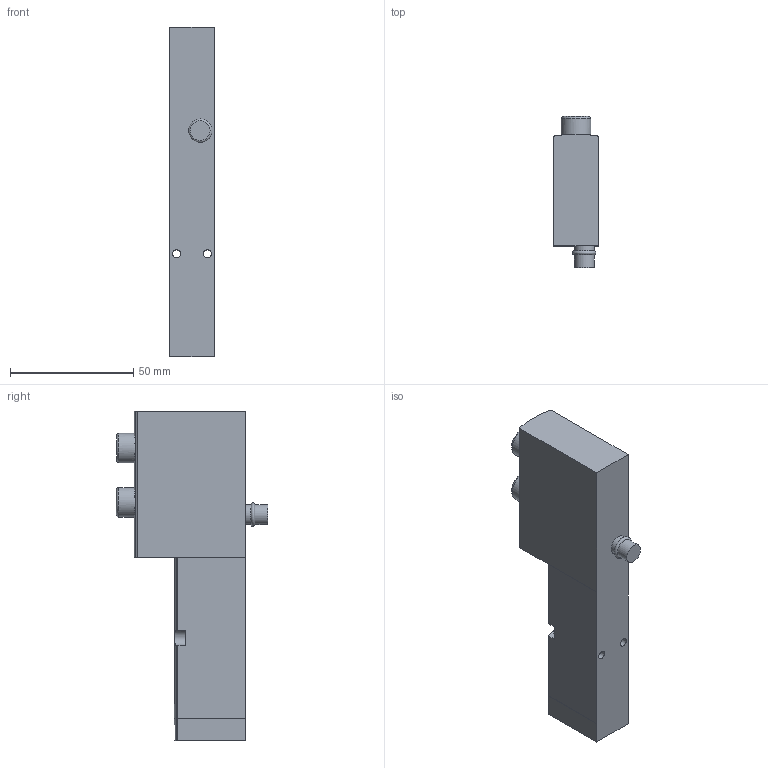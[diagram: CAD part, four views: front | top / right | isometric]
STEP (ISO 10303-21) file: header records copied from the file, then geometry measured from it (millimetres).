
FILE_DESCRIPTION(/* description */ ('STEP AP214'),/* implementation_level */ '2;1');
FILE_NAME(/* name */ '8031817_VSVA-B-P53BD-ZD-A2-1T1L',/* time_stamp */ '2024-09-17T07:43:04+02:00',/* author */ ('License CC BY-ND 4.0'),/* organization */ ('CADENAS'),/* preprocessor_version */ 'ST-DEVELOPER v19.3',/* originating_system */ 'PARTsolutions',/* authorisation */ ' ');
FILE_SCHEMA (('AUTOMOTIVE_DESIGN {1 0 10303 214 3 1 1}'));
Length unit declared in the file: millimetre
Products named in the file (1): 8031817 VSVA-B-P53BD-ZD-A2-1T1L
Bounding box: 18.1 x 61.34 x 133.8 mm (x, y, z)
Volume: 87998.7 mm3; surface area: 17459.8 mm2
Topology: 1 solids, 1 shells, 81 faces, 203 edges, 133 vertices
Faces by surface type: plane 43, cylinder 35, torus 3
Full cylindrical faces by diameter (mm): 3.3 x2, 8 x2, 12 x2
Entity records: 3000 total; most frequent: CARTESIAN_POINT 441, DIRECTION 426, ORIENTED_EDGE 384, EDGE_CURVE 192, AXIS2_PLACEMENT_3D 156, VERTEX_POINT 131, LINE 114, VECTOR 114
